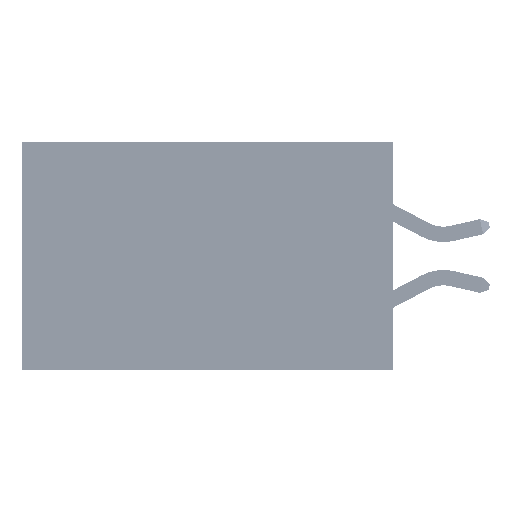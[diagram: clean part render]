
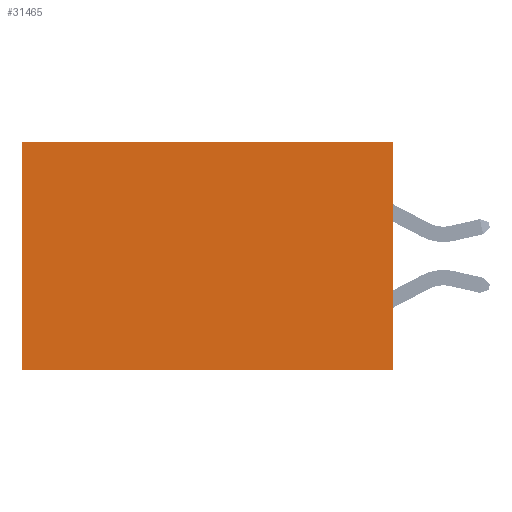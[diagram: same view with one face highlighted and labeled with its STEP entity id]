
A CAD part, left-side view. The second image highlights one B-rep face of the part: STEP entity #31465.
In plain terms, the highlighted planar face has unit normal (-1, 0, 0).
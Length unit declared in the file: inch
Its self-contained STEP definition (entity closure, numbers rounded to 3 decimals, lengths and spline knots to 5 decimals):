
#1091 = LINE ( 'NONE', #34782, #2276 ) ;
#1862 = VERTEX_POINT ( 'NONE', #1957 ) ;
#1957 = CARTESIAN_POINT ( 'NONE',  ( 0.2875, 0., 0. ) ) ;
#2276 = VECTOR ( 'NONE', #12063, 39.37008 ) ;
#2936 = EDGE_CURVE ( 'NONE', #41632, #21897, #37790, .T. ) ;
#7257 = DIRECTION ( 'NONE',  ( 0., 1., 0. ) ) ;
#8083 = CARTESIAN_POINT ( 'NONE',  ( 0.2875, 0.6, 0. ) ) ;
#8551 = ORIENTED_EDGE ( 'NONE', *, *, #44096, .T. ) ;
#10321 = VECTOR ( 'NONE', #27115, 39.37008 ) ;
#11603 = EDGE_CURVE ( 'NONE', #1862, #41632, #45263, .T. ) ;
#12016 = VERTEX_POINT ( 'NONE', #30017 ) ;
#12063 = DIRECTION ( 'NONE',  ( 0., 1., 0. ) ) ;
#13402 = PLANE ( 'NONE',  #25077 ) ;
#14654 = VECTOR ( 'NONE', #15393, 39.37008 ) ;
#15313 = FACE_OUTER_BOUND ( 'NONE', #43780, .T. ) ;
#15393 = DIRECTION ( 'NONE',  ( 0., 0., -1. ) ) ;
#17400 = ORIENTED_EDGE ( 'NONE', *, *, #11603, .F. ) ;
#20560 = DIRECTION ( 'NONE',  ( 1., 0., 0. ) ) ;
#21897 = VERTEX_POINT ( 'NONE', #40743 ) ;
#22360 = LINE ( 'NONE', #8083, #14654 ) ;
#25077 = AXIS2_PLACEMENT_3D ( 'NONE', #47375, #20560, #47045 ) ;
#27115 = DIRECTION ( 'NONE',  ( 0., 0., -1. ) ) ;
#28731 = CARTESIAN_POINT ( 'NONE',  ( 0.2875, 0., -0.37 ) ) ;
#29694 = CARTESIAN_POINT ( 'NONE',  ( 0.2875, 0., -0.37 ) ) ;
#30017 = CARTESIAN_POINT ( 'NONE',  ( 0.2875, 0.6, 0. ) ) ;
#30092 = ORIENTED_EDGE ( 'NONE', *, *, #39285, .T. ) ;
#31465 = ADVANCED_FACE ( 'NONE', ( #15313 ), #13402, .F. ) ;
#34782 = CARTESIAN_POINT ( 'NONE',  ( 0.2875, 0., 0. ) ) ;
#37790 = LINE ( 'NONE', #28731, #38416 ) ;
#38416 = VECTOR ( 'NONE', #7257, 39.37008 ) ;
#39285 = EDGE_CURVE ( 'NONE', #12016, #21897, #22360, .T. ) ;
#40743 = CARTESIAN_POINT ( 'NONE',  ( 0.2875, 0.6, -0.37 ) ) ;
#41632 = VERTEX_POINT ( 'NONE', #29694 ) ;
#42530 = CARTESIAN_POINT ( 'NONE',  ( 0.2875, 0., 0. ) ) ;
#42990 = ORIENTED_EDGE ( 'NONE', *, *, #2936, .F. ) ;
#43780 = EDGE_LOOP ( 'NONE', ( #30092, #42990, #17400, #8551 ) ) ;
#44096 = EDGE_CURVE ( 'NONE', #1862, #12016, #1091, .T. ) ;
#45263 = LINE ( 'NONE', #42530, #10321 ) ;
#47045 = DIRECTION ( 'NONE',  ( 0., 0., -1. ) ) ;
#47375 = CARTESIAN_POINT ( 'NONE',  ( 0.2875, 0., 0. ) ) ;
